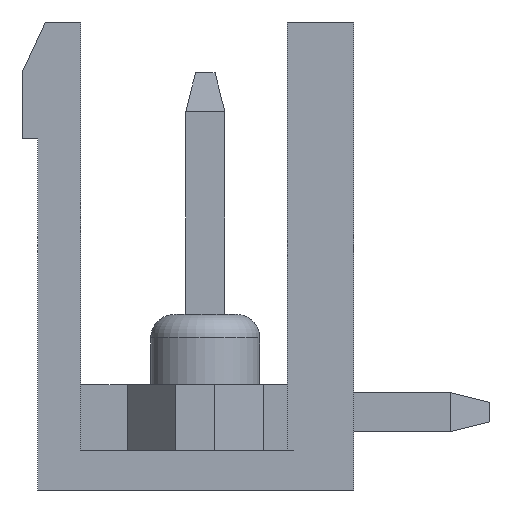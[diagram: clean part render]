
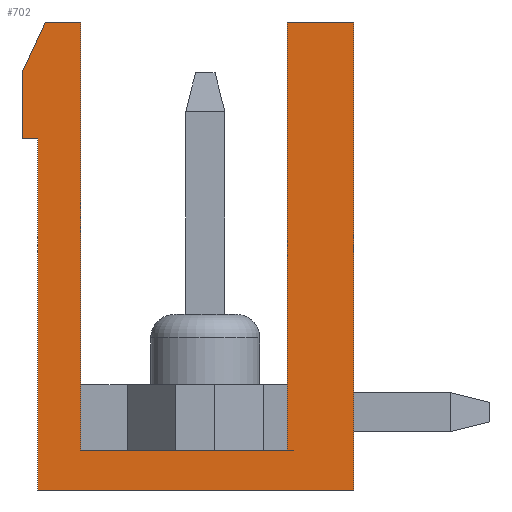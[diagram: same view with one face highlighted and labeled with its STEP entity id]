
A CAD part, left-side view. The second image highlights one B-rep face of the part: STEP entity #702.
In plain terms, the highlighted planar face has unit normal (-1, 0, 0).
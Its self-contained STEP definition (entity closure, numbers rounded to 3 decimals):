
#702 = ADVANCED_FACE( '', ( #1702 ), #1703, .T. );
#1702 = FACE_OUTER_BOUND( '', #3075, .T. );
#1703 = PLANE( '', #3076 );
#3075 = EDGE_LOOP( '', ( #4830, #4831, #4832, #4833, #4834, #4835, #4836, #4837, #4838, #4839, #4840 ) );
#3076 = AXIS2_PLACEMENT_3D( '', #4841, #4842, #4843 );
#4830 = ORIENTED_EDGE( '', *, *, #8618, .T. );
#4831 = ORIENTED_EDGE( '', *, *, #8875, .T. );
#4832 = ORIENTED_EDGE( '', *, *, #8876, .T. );
#4833 = ORIENTED_EDGE( '', *, *, #8877, .T. );
#4834 = ORIENTED_EDGE( '', *, *, #8878, .F. );
#4835 = ORIENTED_EDGE( '', *, *, #8879, .T. );
#4836 = ORIENTED_EDGE( '', *, *, #8880, .T. );
#4837 = ORIENTED_EDGE( '', *, *, #8881, .T. );
#4838 = ORIENTED_EDGE( '', *, *, #8882, .T. );
#4839 = ORIENTED_EDGE( '', *, *, #8883, .F. );
#4840 = ORIENTED_EDGE( '', *, *, #8884, .F. );
#4841 = CARTESIAN_POINT( '', ( -30., 0., 0. ) );
#4842 = DIRECTION( '', ( -1., 0., 0. ) );
#4843 = DIRECTION( '', ( 0., 0., 1. ) );
#8618 = EDGE_CURVE( '', #10393, #10391, #10394, .T. );
#8875 = EDGE_CURVE( '', #10391, #10861, #10862, .T. );
#8876 = EDGE_CURVE( '', #10861, #10863, #10864, .F. );
#8877 = EDGE_CURVE( '', #10863, #10865, #10866, .T. );
#8878 = EDGE_CURVE( '', #10867, #10865, #10868, .T. );
#8879 = EDGE_CURVE( '', #10867, #10869, #10870, .T. );
#8880 = EDGE_CURVE( '', #10869, #10871, #10872, .T. );
#8881 = EDGE_CURVE( '', #10871, #10873, #10874, .T. );
#8882 = EDGE_CURVE( '', #10873, #10875, #10876, .T. );
#8883 = EDGE_CURVE( '', #10877, #10875, #10878, .T. );
#8884 = EDGE_CURVE( '', #10393, #10877, #10879, .T. );
#10391 = VERTEX_POINT( '', #12983 );
#10393 = VERTEX_POINT( '', #12986 );
#10394 = LINE( '', #12987, #12988 );
#10861 = VERTEX_POINT( '', #13671 );
#10862 = LINE( '', #13672, #13673 );
#10863 = VERTEX_POINT( '', #13674 );
#10864 = LINE( '', #13675, #13676 );
#10865 = VERTEX_POINT( '', #13677 );
#10866 = LINE( '', #13678, #13679 );
#10867 = VERTEX_POINT( '', #13680 );
#10868 = LINE( '', #13681, #13682 );
#10869 = VERTEX_POINT( '', #13683 );
#10870 = LINE( '', #13684, #13685 );
#10871 = VERTEX_POINT( '', #13686 );
#10872 = LINE( '', #13687, #13688 );
#10873 = VERTEX_POINT( '', #13689 );
#10874 = LINE( '', #13690, #13691 );
#10875 = VERTEX_POINT( '', #13692 );
#10876 = LINE( '', #13693, #13694 );
#10877 = VERTEX_POINT( '', #13695 );
#10878 = LINE( '', #13696, #13697 );
#10879 = LINE( '', #13698, #13699 );
#12983 = CARTESIAN_POINT( '', ( -30., 2.75, 6. ) );
#12986 = CARTESIAN_POINT( '', ( -30., 2.75, -5. ) );
#12987 = CARTESIAN_POINT( '', ( -30., 2.75, -5. ) );
#12988 = VECTOR( '', #16397, 1000. );
#13671 = CARTESIAN_POINT( '', ( -30., 3.65, 6. ) );
#13672 = CARTESIAN_POINT( '', ( -30., -4.25, 6. ) );
#13673 = VECTOR( '', #16647, 1000. );
#13674 = CARTESIAN_POINT( '', ( -30., 4.25, 4.7 ) );
#13675 = CARTESIAN_POINT( '', ( -30., 5.292, 2.442 ) );
#13676 = VECTOR( '', #16648, 1000. );
#13677 = CARTESIAN_POINT( '', ( -30., 4.25, 3. ) );
#13678 = CARTESIAN_POINT( '', ( -30., 4.25, 6. ) );
#13679 = VECTOR( '', #16649, 1000. );
#13680 = CARTESIAN_POINT( '', ( -30., 3.85, 3. ) );
#13681 = CARTESIAN_POINT( '', ( -30., 3.85, 3. ) );
#13682 = VECTOR( '', #16650, 1000. );
#13683 = CARTESIAN_POINT( '', ( -30., 3.85, -6. ) );
#13684 = CARTESIAN_POINT( '', ( -30., 3.85, 3. ) );
#13685 = VECTOR( '', #16651, 1000. );
#13686 = CARTESIAN_POINT( '', ( -30., -4.25, -6. ) );
#13687 = CARTESIAN_POINT( '', ( -30., 4.25, -6. ) );
#13688 = VECTOR( '', #16652, 1000. );
#13689 = CARTESIAN_POINT( '', ( -30., -4.25, 6. ) );
#13690 = CARTESIAN_POINT( '', ( -30., -4.25, -6. ) );
#13691 = VECTOR( '', #16653, 1000. );
#13692 = CARTESIAN_POINT( '', ( -30., -2.55, 6. ) );
#13693 = CARTESIAN_POINT( '', ( -30., -4.25, 6. ) );
#13694 = VECTOR( '', #16654, 1000. );
#13695 = CARTESIAN_POINT( '', ( -30., -2.55, -5. ) );
#13696 = CARTESIAN_POINT( '', ( -30., -2.55, -5. ) );
#13697 = VECTOR( '', #16655, 1000. );
#13698 = CARTESIAN_POINT( '', ( -30., 2.75, -5. ) );
#13699 = VECTOR( '', #16656, 1000. );
#16397 = DIRECTION( '', ( 0., 0., 1. ) );
#16647 = DIRECTION( '', ( 0., 1., 0. ) );
#16648 = DIRECTION( '', ( 0., -0.419, 0.908 ) );
#16649 = DIRECTION( '', ( 0., 0., -1. ) );
#16650 = DIRECTION( '', ( 0., 1., 0. ) );
#16651 = DIRECTION( '', ( 0., 0., -1. ) );
#16652 = DIRECTION( '', ( 0., -1., 0. ) );
#16653 = DIRECTION( '', ( 0., 0., 1. ) );
#16654 = DIRECTION( '', ( 0., 1., 0. ) );
#16655 = DIRECTION( '', ( 0., 0., 1. ) );
#16656 = DIRECTION( '', ( 0., -1., 0. ) );
